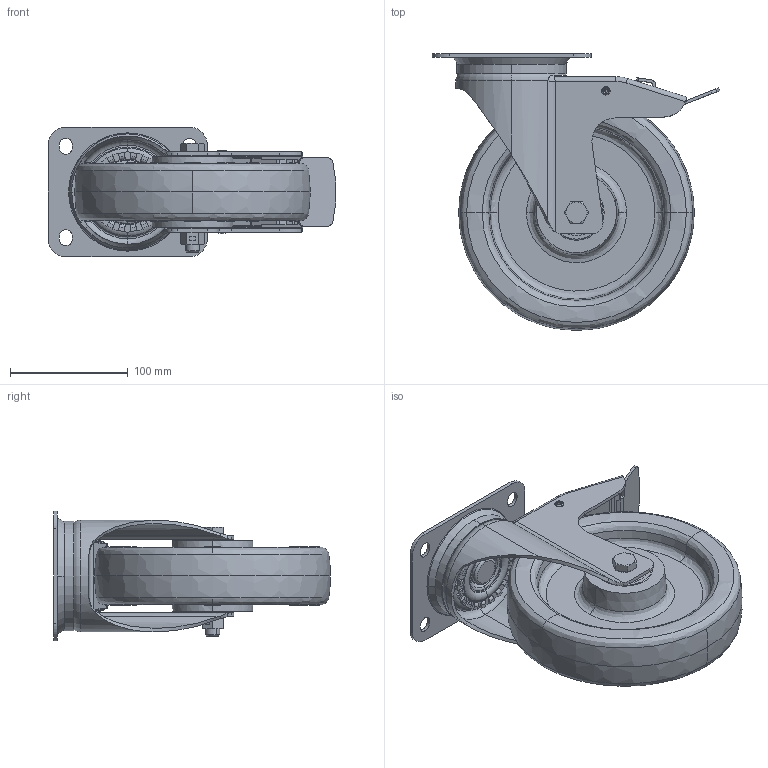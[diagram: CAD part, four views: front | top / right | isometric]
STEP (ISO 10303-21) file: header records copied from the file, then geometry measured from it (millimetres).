
FILE_DESCRIPTION (( 'STEP AP214' ), '1' );
FILE_NAME ('0056238.step', '2023-08-01T08:42:59', ( '' ), ( '' ), 'SwSTEP 2.0', 'SolidWorks 2020', '' );
FILE_SCHEMA (( 'AUTOMOTIVE_DESIGN' ));
Length unit declared in the file: millimetre
Products named in the file (1): 0056238
Bounding box: 244.14 x 235 x 110 mm (x, y, z)
Surface area: 279758 mm2 (no closed solid volume)
Topology: 0 solids, 29 shells, 738 faces, 2014 edges, 1313 vertices
Faces by surface type: plane 247, cylinder 212, torus 139, cone 77, bspline 49, sphere 14
Entity records: 36790 total; most frequent: CARTESIAN_POINT 10241, DIRECTION 4159, ORIENTED_EDGE 3532, EDGE_CURVE 2014, AXIS2_PLACEMENT_3D 1693, VERTEX_POINT 1313, CIRCLE 1003, EDGE_LOOP 805
